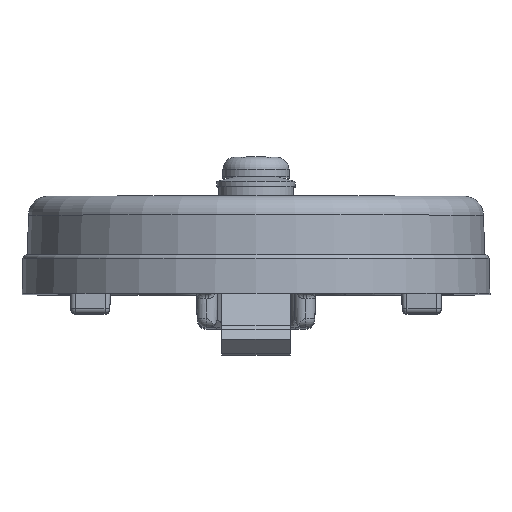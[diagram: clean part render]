
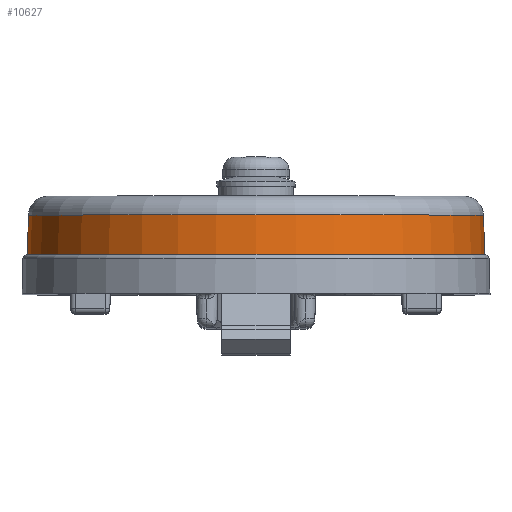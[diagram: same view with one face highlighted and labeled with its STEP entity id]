
A CAD part, top view. The second image highlights one B-rep face of the part: STEP entity #10627.
In plain terms, the highlighted conical face has half-angle 1.5 degrees and reference radius 37.305 mm.
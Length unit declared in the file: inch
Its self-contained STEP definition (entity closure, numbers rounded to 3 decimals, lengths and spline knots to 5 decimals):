
#199=CONICAL_SURFACE('',#11420,1.4687,0.026);
#1319=FACE_OUTER_BOUND('',#2002,.T.);
#2002=EDGE_LOOP('',(#9028,#9029,#9030,#9031));
#3107=LINE('',#18709,#4073);
#3109=LINE('',#18713,#4075);
#4073=VECTOR('',#13542,0.25336);
#4075=VECTOR('',#13546,0.25336);
#4303=CIRCLE('',#11410,1.46543);
#4307=CIRCLE('',#11421,1.45879);
#5277=VERTEX_POINT('',#18678);
#5279=VERTEX_POINT('',#18682);
#5286=VERTEX_POINT('',#18708);
#5287=VERTEX_POINT('',#18712);
#6560=EDGE_CURVE('',#5279,#5277,#4303,.F.);
#6572=EDGE_CURVE('',#5286,#5277,#3107,.T.);
#6574=EDGE_CURVE('',#5287,#5279,#3109,.T.);
#6575=EDGE_CURVE('',#5287,#5286,#4307,.T.);
#9028=ORIENTED_EDGE('',*,*,#6574,.F.);
#9029=ORIENTED_EDGE('',*,*,#6575,.T.);
#9030=ORIENTED_EDGE('',*,*,#6572,.T.);
#9031=ORIENTED_EDGE('',*,*,#6560,.F.);
#10627=ADVANCED_FACE('',(#1319),#199,.T.);
#11410=AXIS2_PLACEMENT_3D('',#18684,#13514,#13515);
#11420=AXIS2_PLACEMENT_3D('',#18711,#13544,#13545);
#11421=AXIS2_PLACEMENT_3D('',#18714,#13547,#13548);
#13514=DIRECTION('center_axis',(0.,0.,1.));
#13515=DIRECTION('ref_axis',(1.,0.,0.));
#13542=DIRECTION('',(0.,0.026,-1.));
#13544=DIRECTION('center_axis',(0.,0.,-1.));
#13545=DIRECTION('ref_axis',(-1.,0.,0.));
#13546=DIRECTION('',(0.,-0.026,-1.));
#13547=DIRECTION('center_axis',(0.,0.,-1.));
#13548=DIRECTION('ref_axis',(-1.,0.,0.));
#18678=CARTESIAN_POINT('',(0.,1.46543,0.25));
#18682=CARTESIAN_POINT('',(0.,-1.46543,0.25));
#18684=CARTESIAN_POINT('Origin',(0.,0.,0.25));
#18708=CARTESIAN_POINT('',(0.,1.45879,0.50327));
#18709=CARTESIAN_POINT('',(0.,1.45879,0.50327));
#18711=CARTESIAN_POINT('Origin',(0.,0.,0.125));
#18712=CARTESIAN_POINT('',(0.,-1.45879,0.50327));
#18713=CARTESIAN_POINT('',(0.,-1.45879,0.50327));
#18714=CARTESIAN_POINT('Origin',(0.,0.,0.50327));
